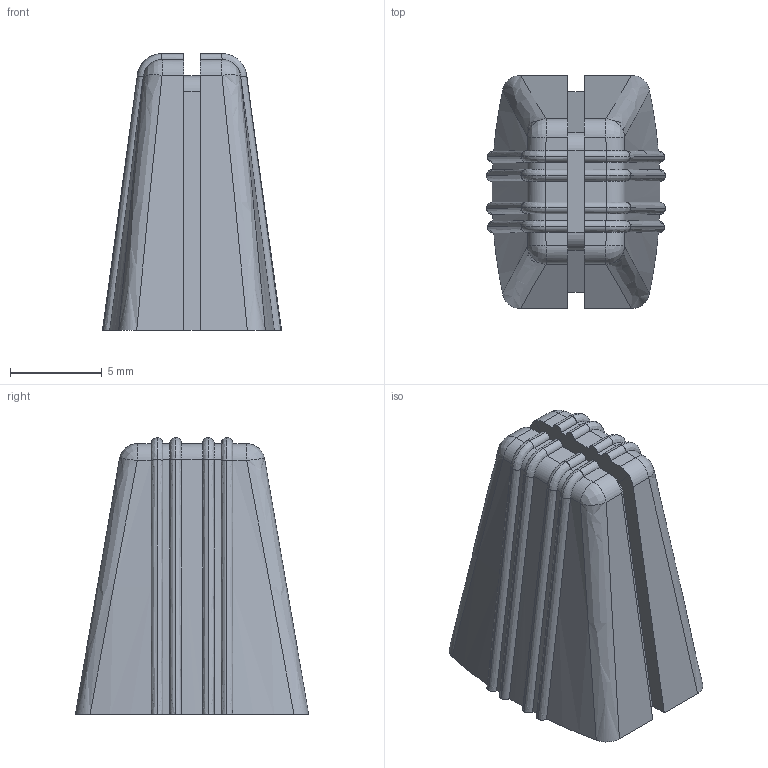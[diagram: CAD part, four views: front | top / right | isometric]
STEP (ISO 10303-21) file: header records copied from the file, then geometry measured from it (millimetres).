
FILE_DESCRIPTION(('FreeCAD Model'),'2;1');
FILE_NAME('Open CASCADE Shape Model','2024-01-21T11:08:03',(''),(''), 'Open CASCADE STEP processor 7.6','FreeCAD','Unknown');
FILE_SCHEMA(('AUTOMOTIVE_DESIGN { 1 0 10303 214 1 1 1 1 }'));
Length unit declared in the file: millimetre
Products named in the file (1): TopGrooveFillet2
Bounding box: 9.75 x 12.7 x 15.06 mm (x, y, z)
Volume: 696.6 mm3; surface area: 1091.6 mm2
Topology: 1 solids, 1 shells, 143 faces, 385 edges, 237 vertices
Faces by surface type: bspline 94, plane 47, cylinder 2
Entity records: 10200 total; most frequent: CARTESIAN_POINT 7521, ORIENTED_EDGE 754, EDGE_CURVE 377, B_SPLINE_CURVE_WITH_KNOTS 289, VERTEX_POINT 237, DIRECTION 214, FACE_BOUND 144, EDGE_LOOP 144
